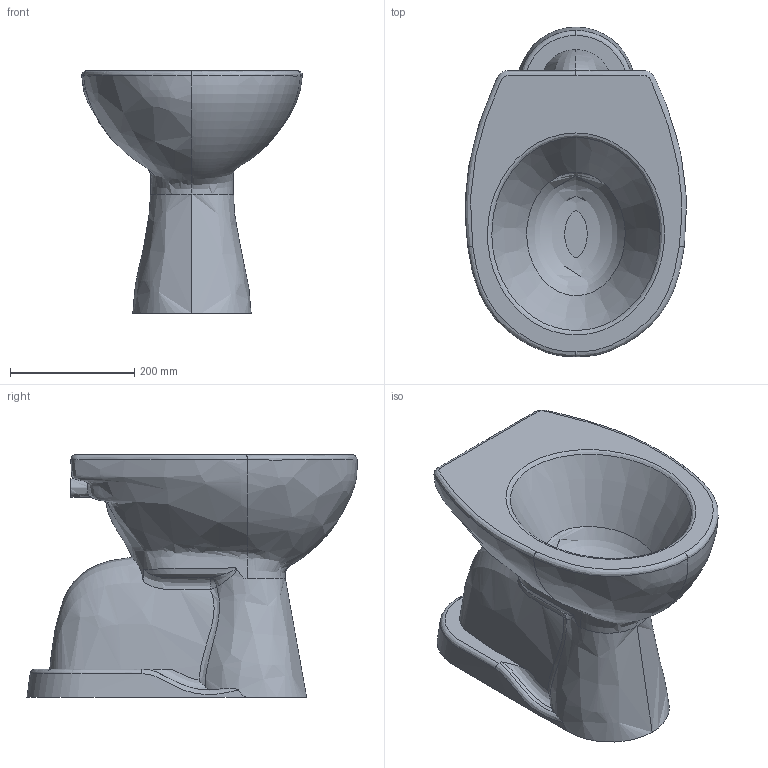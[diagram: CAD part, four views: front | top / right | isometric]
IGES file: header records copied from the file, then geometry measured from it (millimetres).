
Global section: file name: 201011600; native system: Autodesk Inventor 2018; preprocessor: unknown; author: JANAN; date: 20200604.085430; units: millimetre
Bounding box: 355.03 x 530.9 x 390 mm (x, y, z)
Volume: 20715108.6 mm3; surface area: 740662.7 mm2
Topology: 1 solids, 1 shells, 42 faces, 115 edges, 76 vertices
Faces by surface type: bspline 42
